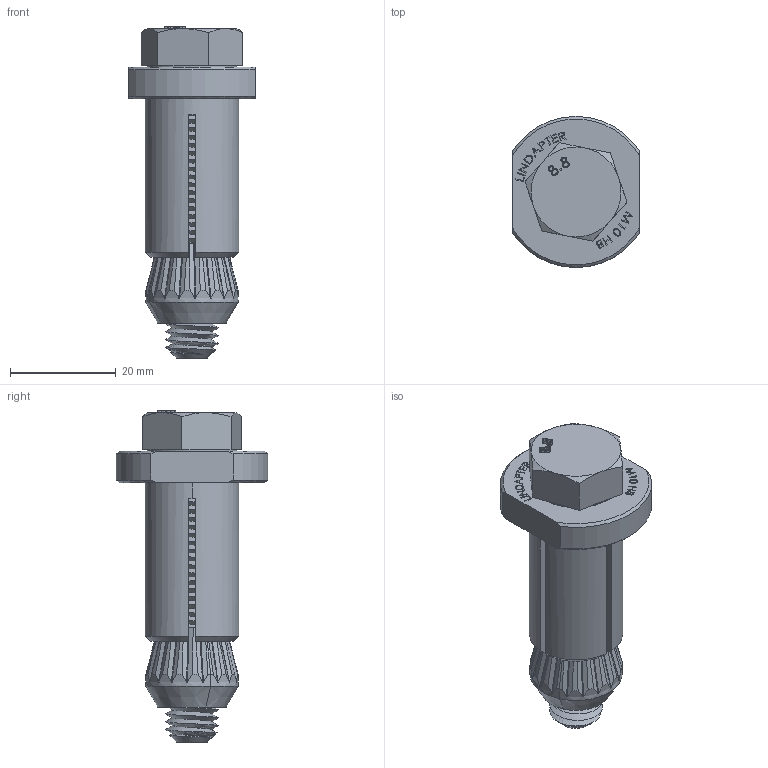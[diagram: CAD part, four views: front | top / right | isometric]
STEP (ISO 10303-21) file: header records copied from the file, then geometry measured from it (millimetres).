
FILE_DESCRIPTION (( 'STEP AP214' ), '1' );
FILE_NAME ('HB10-1.STEP', '2008-02-15T14:28:02', ( 'Schütte' ), ( ' ' ), 'SwSTEP 2.0', 'SolidWorks 2008', '' );
FILE_SCHEMA (( 'AUTOMOTIVE_DESIGN' ));
Length unit declared in the file: millimetre
Products named in the file (4): HB10-1; M10x55 setscrew; M10 HB Cone; HBB10-1
Assembly tree (3 placements, depth 2):
  HB10-1
    M10x55 setscrew
    M10 HB Cone
    HBB10-1
Bounding box: 24 x 28.57 x 62.75 mm (x, y, z)
Volume: 13250.9 mm3; surface area: 10160.4 mm2
Topology: 3 solids, 3 shells, 396 faces, 1063 edges, 702 vertices
Faces by surface type: plane 219, bspline 78, cylinder 56, cone 43
Entity records: 20503 total; most frequent: CARTESIAN_POINT 11418, ORIENTED_EDGE 2126, DIRECTION 1455, EDGE_CURVE 1063, VERTEX_POINT 702, VECTOR 597, LINE 597, EDGE_LOOP 429
